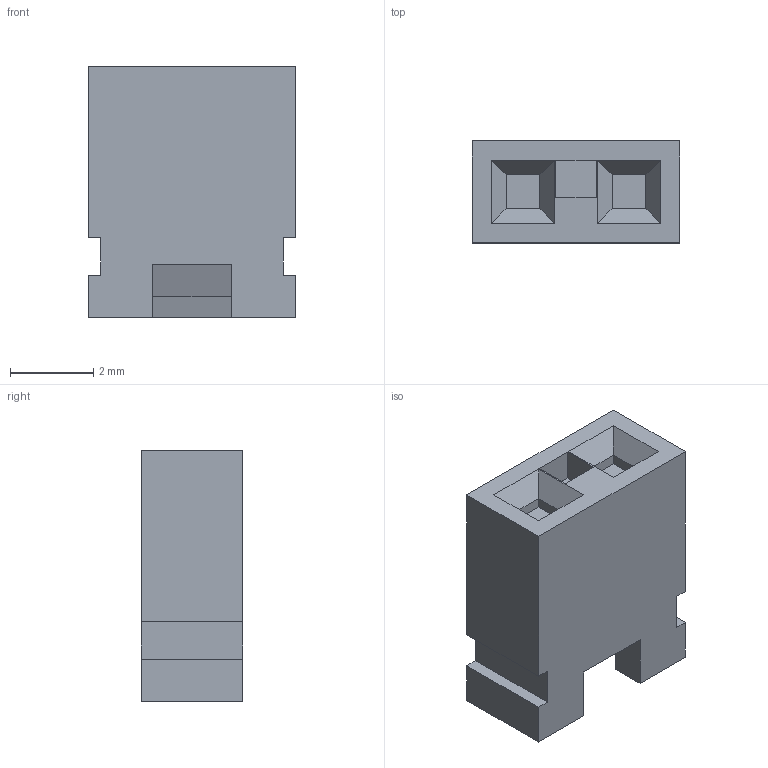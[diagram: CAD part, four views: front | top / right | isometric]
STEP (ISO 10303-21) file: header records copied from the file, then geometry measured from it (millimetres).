
FILE_DESCRIPTION(('STEP AP203'),'1');
FILE_NAME('4218140_142270-1.stp','2018-11-05T15:18:38',('TraceParts'),('TraceParts S.A.'),'Spatial InterOp 3D',' ',' ');
FILE_SCHEMA(('CONFIG_CONTROL_DESIGN'));
Length unit declared in the file: millimetre
Products named in the file (1): 1
Bounding box: 4.98 x 2.44 x 6.04 mm (x, y, z)
Volume: 61.7 mm3; surface area: 138.4 mm2
Topology: 1 solids, 1 shells, 57 faces, 144 edges, 92 vertices
Faces by surface type: plane 55, cylinder 2
Entity records: 1719 total; most frequent: CARTESIAN_POINT 298, ORIENTED_EDGE 288, DIRECTION 266, EDGE_CURVE 144, LINE 136, VECTOR 136, VERTEX_POINT 92, AXIS2_PLACEMENT_3D 65
